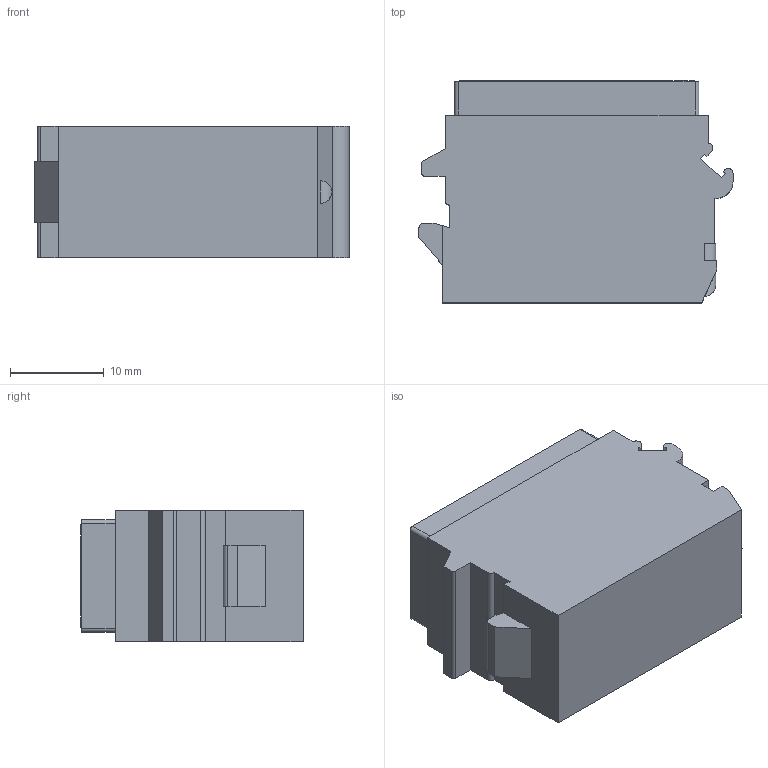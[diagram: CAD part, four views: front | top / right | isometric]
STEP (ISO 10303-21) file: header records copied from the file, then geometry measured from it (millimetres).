
FILE_DESCRIPTION((''),'2;1');
FILE_NAME('00175550102','2020-07-10T',('presta_be4'),(''),'CREO PARAMETRIC BY PTC INC, 2018360','CREO PARAMETRIC BY PTC INC, 2018360','');
FILE_SCHEMA(('CONFIG_CONTROL_DESIGN'));
Products named in the file (1): 00175550102
Bounding box: 33.45 x 23.65 x 14 mm (x, y, z)
Volume: 7201 mm3; surface area: 8860.4 mm2
Topology: 1 solids, 1 shells, 1470 faces, 3879 edges, 2463 vertices
Faces by surface type: plane 705, cylinder 325, torus 216, cone 156, bspline 64, sphere 4
Entity records: 54733 total; most frequent: CARTESIAN_POINT 18304, ORIENTED_EDGE 7726, DIRECTION 7627, EDGE_CURVE 3863, AXIS2_PLACEMENT_3D 2878, VERTEX_POINT 2463, VECTOR 1871, LINE 1871
